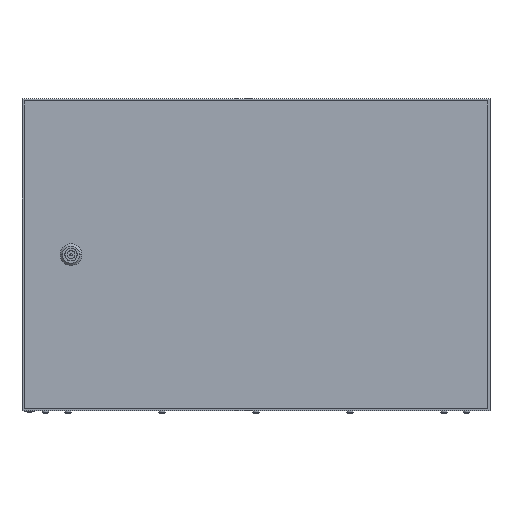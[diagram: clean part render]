
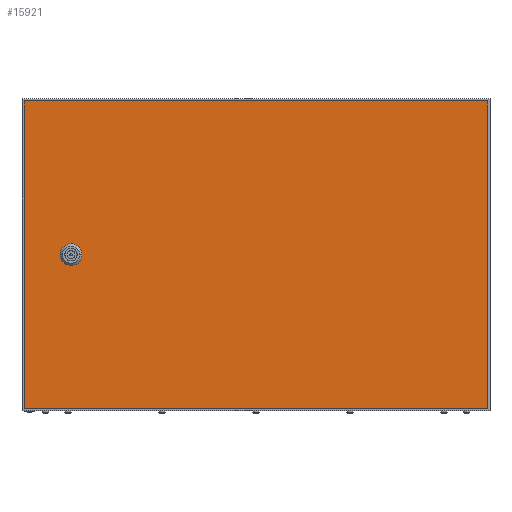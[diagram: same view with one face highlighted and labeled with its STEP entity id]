
A CAD part, top view. The second image highlights one B-rep face of the part: STEP entity #15921.
In plain terms, the highlighted planar face has unit normal (0, 0, 1).
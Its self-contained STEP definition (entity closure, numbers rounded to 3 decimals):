
#63 = LINE ( 'NONE', #11015, #61536 ) ;
#205 = VERTEX_POINT ( 'NONE', #31421 ) ;
#2821 = CARTESIAN_POINT ( 'NONE',  ( 596.87, 397., 17. ) ) ;
#3182 = EDGE_CURVE ( 'NONE', #205, #33930, #63, .T. ) ;
#6367 = FACE_OUTER_BOUND ( 'NONE', #46420, .T. ) ;
#6590 = CARTESIAN_POINT ( 'NONE',  ( 62.87, 200., 17. ) ) ;
#8268 = DIRECTION ( 'NONE',  ( 1., 0., 0. ) ) ;
#8755 = EDGE_CURVE ( 'NONE', #40231, #16637, #40247, .T. ) ;
#11015 = CARTESIAN_POINT ( 'NONE',  ( 2.87, 397., 17. ) ) ;
#11963 = CARTESIAN_POINT ( 'NONE',  ( 596.87, 3., 17. ) ) ;
#12042 = DIRECTION ( 'NONE',  ( 0., 0., -1. ) ) ;
#12143 = DIRECTION ( 'NONE',  ( 0., -1., 0. ) ) ;
#12620 = ORIENTED_EDGE ( 'NONE', *, *, #40586, .T. ) ;
#14695 = DIRECTION ( 'NONE',  ( 0., 0., -1. ) ) ;
#15198 = VECTOR ( 'NONE', #33916, 1000. ) ;
#15615 = DIRECTION ( 'NONE',  ( 1., 0., 0. ) ) ;
#15921 = ADVANCED_FACE ( 'NONE', ( #26219, #6367 ), #51797, .T. ) ;
#15966 = CARTESIAN_POINT ( 'NONE',  ( 0., 0., 17. ) ) ;
#16637 = VERTEX_POINT ( 'NONE', #34561 ) ;
#19475 = DIRECTION ( 'NONE',  ( -1., 0., 0. ) ) ;
#20891 = DIRECTION ( 'NONE',  ( -1., 0., 0. ) ) ;
#22402 = LINE ( 'NONE', #63960, #51803 ) ;
#22798 = EDGE_LOOP ( 'NONE', ( #12620, #25876 ) ) ;
#23661 = CARTESIAN_POINT ( 'NONE',  ( 2.87, 3., 17. ) ) ;
#24653 = CARTESIAN_POINT ( 'NONE',  ( 62.87, 200., 17. ) ) ;
#25007 = AXIS2_PLACEMENT_3D ( 'NONE', #24653, #14695, #19475 ) ;
#25187 = VERTEX_POINT ( 'NONE', #11963 ) ;
#25876 = ORIENTED_EDGE ( 'NONE', *, *, #8755, .T. ) ;
#26219 = FACE_BOUND ( 'NONE', #22798, .T. ) ;
#27336 = VECTOR ( 'NONE', #8268, 1000. ) ;
#28771 = LINE ( 'NONE', #23661, #27336 ) ;
#28882 = CARTESIAN_POINT ( 'NONE',  ( 76.87, 200., 17. ) ) ;
#31421 = CARTESIAN_POINT ( 'NONE',  ( 596.87, 397., 17. ) ) ;
#33329 = ORIENTED_EDGE ( 'NONE', *, *, #51913, .T. ) ;
#33916 = DIRECTION ( 'NONE',  ( 0., 1., 0. ) ) ;
#33930 = VERTEX_POINT ( 'NONE', #64192 ) ;
#34561 = CARTESIAN_POINT ( 'NONE',  ( 48.87, 200., 17. ) ) ;
#38341 = CARTESIAN_POINT ( 'NONE',  ( 2.87, 3., 17. ) ) ;
#40231 = VERTEX_POINT ( 'NONE', #28882 ) ;
#40247 = CIRCLE ( 'NONE', #25007, 14. ) ;
#40586 = EDGE_CURVE ( 'NONE', #16637, #40231, #66004, .T. ) ;
#40648 = VERTEX_POINT ( 'NONE', #38341 ) ;
#46420 = EDGE_LOOP ( 'NONE', ( #52492, #33329, #60754, #65323 ) ) ;
#47510 = AXIS2_PLACEMENT_3D ( 'NONE', #6590, #12042, #53680 ) ;
#47520 = AXIS2_PLACEMENT_3D ( 'NONE', #15966, #62276, #15615 ) ;
#48038 = EDGE_CURVE ( 'NONE', #33930, #40648, #22402, .T. ) ;
#51797 = PLANE ( 'NONE',  #47520 ) ;
#51803 = VECTOR ( 'NONE', #12143, 1000. ) ;
#51913 = EDGE_CURVE ( 'NONE', #40648, #25187, #28771, .T. ) ;
#52492 = ORIENTED_EDGE ( 'NONE', *, *, #48038, .T. ) ;
#53680 = DIRECTION ( 'NONE',  ( -1., 0., 0. ) ) ;
#59780 = LINE ( 'NONE', #2821, #15198 ) ;
#60754 = ORIENTED_EDGE ( 'NONE', *, *, #66474, .T. ) ;
#61536 = VECTOR ( 'NONE', #20891, 1000. ) ;
#62276 = DIRECTION ( 'NONE',  ( 0., 0., 1. ) ) ;
#63960 = CARTESIAN_POINT ( 'NONE',  ( 2.87, 397., 17. ) ) ;
#64192 = CARTESIAN_POINT ( 'NONE',  ( 2.87, 397., 17. ) ) ;
#65323 = ORIENTED_EDGE ( 'NONE', *, *, #3182, .T. ) ;
#66004 = CIRCLE ( 'NONE', #47510, 14. ) ;
#66474 = EDGE_CURVE ( 'NONE', #25187, #205, #59780, .T. ) ;
